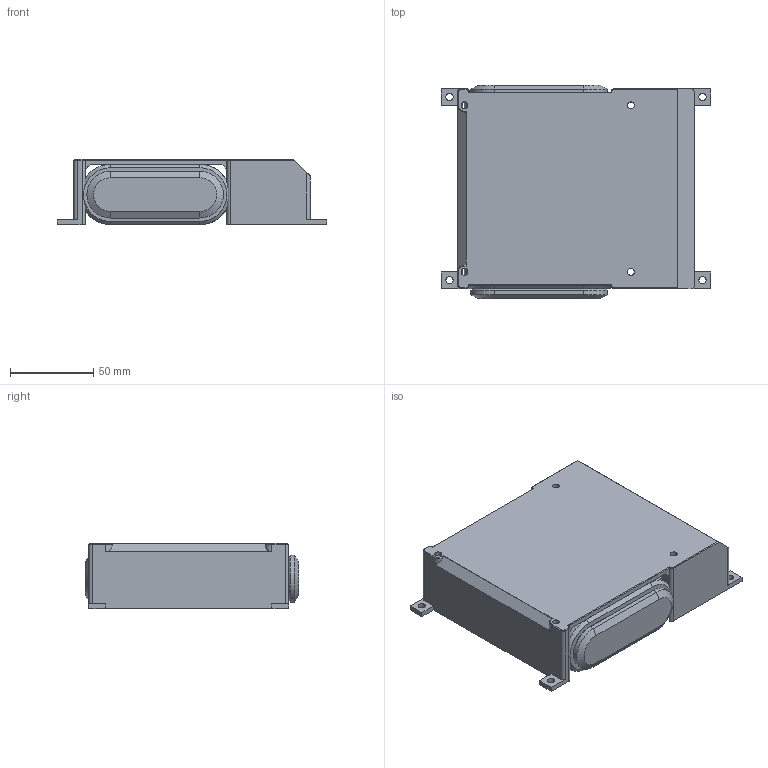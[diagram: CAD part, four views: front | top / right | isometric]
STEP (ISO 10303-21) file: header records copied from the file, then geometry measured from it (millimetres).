
FILE_DESCRIPTION(/* description */ (''),/* implementation_level */ '2;1');
FILE_NAME(/* name */ 'Router Case.step',/* time_stamp */ '2025-04-26T00:09:45+02:00',/* author */ (''),/* organization */ (''),/* preprocessor_version */ 'ST-DEVELOPER v20.1',/* originating_system */ 'Autodesk Translation Framework v14.4.0.0',/* authorisation */ '');
FILE_SCHEMA (('AUTOMOTIVE_DESIGN { 1 0 10303 214 3 1 1 }'));
Length unit declared in the file: millimetre
Products named in the file (2): Casing Router; Router
Assembly tree (1 placements, depth 2):
  Casing Router
    Router
Bounding box: 162 x 128 x 39.3 mm (x, y, z)
Volume: 432740.3 mm3; surface area: 100982.9 mm2
Topology: 4 solids, 4 shells, 140 faces, 347 edges, 214 vertices
Faces by surface type: plane 86, cylinder 30, cone 20, bspline 2, torus 2
Full cylindrical faces by diameter (mm): 4.1 x4, 4.4 x4, 8 x2
Entity records: 4358 total; most frequent: CARTESIAN_POINT 929, DIRECTION 702, ORIENTED_EDGE 694, EDGE_CURVE 347, LINE 248, VECTOR 248, AXIS2_PLACEMENT_3D 227, VERTEX_POINT 214
